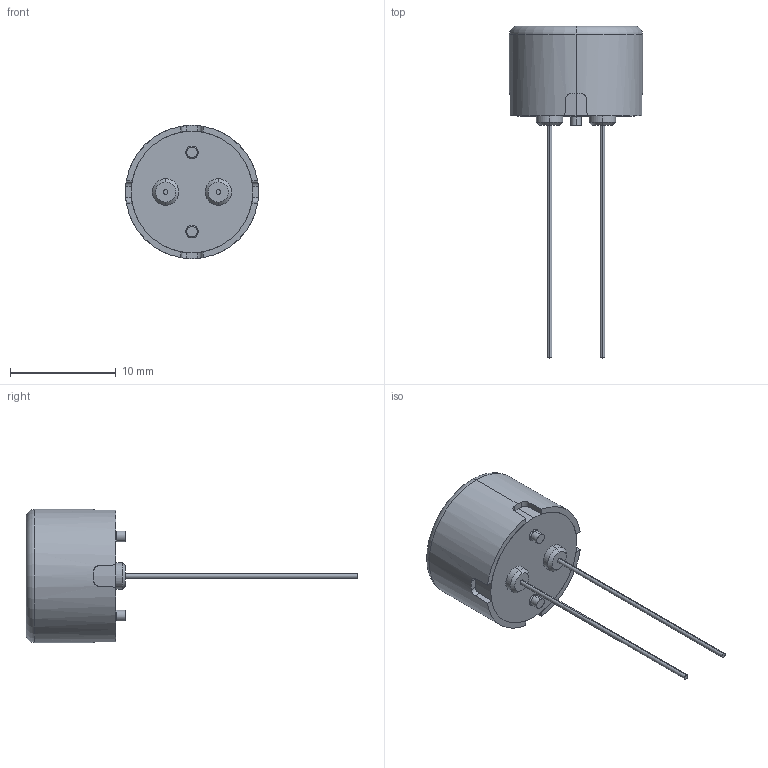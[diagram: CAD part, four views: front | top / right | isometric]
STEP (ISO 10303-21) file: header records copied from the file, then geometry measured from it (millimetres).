
FILE_DESCRIPTION (( 'STEP AP214' ), '1' );
FILE_NAME ('PKHPS0013E4000-A2.STEP', '2023-04-04T13:17:55', ( '' ), ( '' ), 'SwSTEP 2.0', 'SolidWorks 2021', '' );
FILE_SCHEMA (( 'AUTOMOTIVE_DESIGN' ));
Length unit declared in the file: millimetre
Products named in the file (1): PKHPS0013E4000-A2
Bounding box: 12.6 x 31.4 x 12.6 mm (x, y, z)
Volume: 1047.7 mm3; surface area: 999.6 mm2
Topology: 4 solids, 4 shells, 69 faces, 154 edges, 98 vertices
Faces by surface type: cylinder 30, plane 25, cone 12, torus 2
Entity records: 2033 total; most frequent: CARTESIAN_POINT 450, DIRECTION 330, ORIENTED_EDGE 308, EDGE_CURVE 154, AXIS2_PLACEMENT_3D 138, VERTEX_POINT 98, EDGE_LOOP 74, ADVANCED_FACE 69
